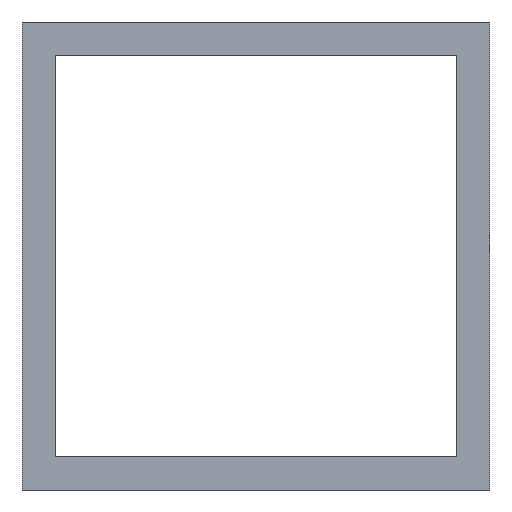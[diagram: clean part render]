
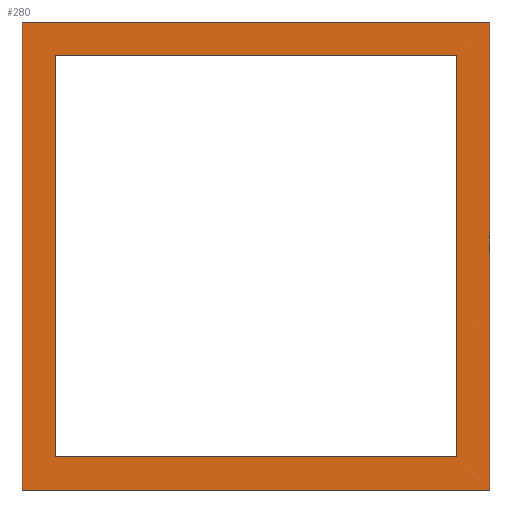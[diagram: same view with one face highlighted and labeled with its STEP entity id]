
A CAD part, front view. The second image highlights one B-rep face of the part: STEP entity #280.
In plain terms, the highlighted planar face has unit normal (0, -1, 0).
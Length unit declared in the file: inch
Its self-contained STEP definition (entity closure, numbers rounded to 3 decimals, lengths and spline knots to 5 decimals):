
#15=LINE('',#427,#39);
#18=LINE('',#433,#42);
#19=LINE('',#435,#43);
#20=LINE('',#436,#44);
#21=LINE('',#439,#45);
#22=LINE('',#441,#46);
#23=LINE('',#443,#47);
#24=LINE('',#444,#48);
#39=VECTOR('',#360,39.37008);
#42=VECTOR('',#365,39.37008);
#43=VECTOR('',#366,39.37008);
#44=VECTOR('',#367,39.37008);
#45=VECTOR('',#368,39.37008);
#46=VECTOR('',#369,39.37008);
#47=VECTOR('',#370,39.37008);
#48=VECTOR('',#371,39.37008);
#63=PLANE('',#322);
#76=FACE_BOUND('',#110,.T.);
#91=FACE_OUTER_BOUND('',#109,.T.);
#109=EDGE_LOOP('',(#204,#205,#206,#207));
#110=EDGE_LOOP('',(#208,#209,#210,#211));
#145=VERTEX_POINT('',#424);
#146=VERTEX_POINT('',#426);
#148=VERTEX_POINT('',#432);
#149=VERTEX_POINT('',#434);
#150=VERTEX_POINT('',#437);
#151=VERTEX_POINT('',#438);
#152=VERTEX_POINT('',#440);
#153=VERTEX_POINT('',#442);
#169=EDGE_CURVE('',#145,#146,#15,.T.);
#172=EDGE_CURVE('',#145,#148,#18,.T.);
#173=EDGE_CURVE('',#148,#149,#19,.T.);
#174=EDGE_CURVE('',#149,#146,#20,.T.);
#175=EDGE_CURVE('',#150,#151,#21,.T.);
#176=EDGE_CURVE('',#151,#152,#22,.T.);
#177=EDGE_CURVE('',#152,#153,#23,.T.);
#178=EDGE_CURVE('',#153,#150,#24,.T.);
#204=ORIENTED_EDGE('',*,*,#169,.F.);
#205=ORIENTED_EDGE('',*,*,#172,.T.);
#206=ORIENTED_EDGE('',*,*,#173,.T.);
#207=ORIENTED_EDGE('',*,*,#174,.T.);
#208=ORIENTED_EDGE('',*,*,#175,.T.);
#209=ORIENTED_EDGE('',*,*,#176,.T.);
#210=ORIENTED_EDGE('',*,*,#177,.T.);
#211=ORIENTED_EDGE('',*,*,#178,.T.);
#280=ADVANCED_FACE('',(#91,#76),#63,.T.);
#322=AXIS2_PLACEMENT_3D('',#431,#363,#364);
#360=DIRECTION('',(1.,0.,0.));
#363=DIRECTION('center_axis',(0.,-1.,0.));
#364=DIRECTION('ref_axis',(0.,0.,-1.));
#365=DIRECTION('',(0.,0.,-1.));
#366=DIRECTION('',(1.,0.,0.));
#367=DIRECTION('',(0.,0.,1.));
#368=DIRECTION('',(0.,0.,1.));
#369=DIRECTION('',(1.,0.,0.));
#370=DIRECTION('',(0.,0.,-1.));
#371=DIRECTION('',(-1.,0.,0.));
#424=CARTESIAN_POINT('',(8.,-33.,1.75));
#426=CARTESIAN_POINT('',(9.75,-33.,1.75));
#427=CARTESIAN_POINT('',(-4.125,-33.,1.75));
#431=CARTESIAN_POINT('Origin',(8.875,-33.,1.75));
#432=CARTESIAN_POINT('',(8.,-33.,0.));
#433=CARTESIAN_POINT('',(8.,-33.,1.75));
#434=CARTESIAN_POINT('',(9.75,-33.,0.));
#435=CARTESIAN_POINT('',(8.875,-33.,0.));
#436=CARTESIAN_POINT('',(9.75,-33.,1.75));
#437=CARTESIAN_POINT('',(8.125,-33.,0.125));
#438=CARTESIAN_POINT('',(8.125,-33.,1.625));
#439=CARTESIAN_POINT('',(8.125,-33.,1.75));
#440=CARTESIAN_POINT('',(9.625,-33.,1.625));
#441=CARTESIAN_POINT('',(8.875,-33.,1.625));
#442=CARTESIAN_POINT('',(9.625,-33.,0.125));
#443=CARTESIAN_POINT('',(9.625,-33.,1.75));
#444=CARTESIAN_POINT('',(8.875,-33.,0.125));
